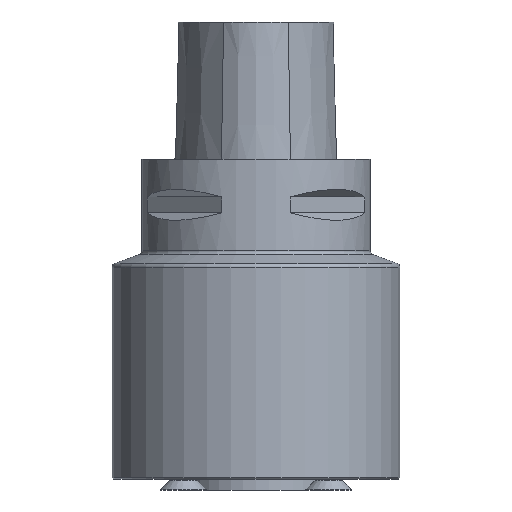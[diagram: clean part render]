
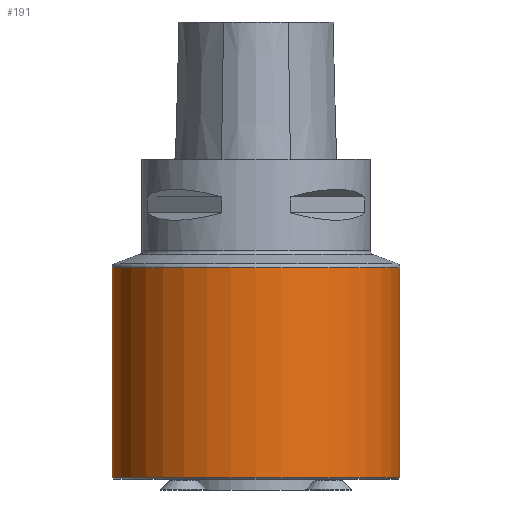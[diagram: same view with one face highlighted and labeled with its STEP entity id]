
A CAD part, front view. The second image highlights one B-rep face of the part: STEP entity #191.
In plain terms, the highlighted cylindrical face has radius 31.5 mm (diameter 63 mm), a full revolution.
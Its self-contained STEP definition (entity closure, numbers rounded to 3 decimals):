
#191=ADVANCED_FACE('',(#277,#278),#216,.T.);
#216=CYLINDRICAL_SURFACE('',#776,31.5);
#246=CIRCLE('',#774,31.5);
#247=CIRCLE('',#775,31.5);
#277=FACE_BOUND('',#348,.T.);
#278=FACE_BOUND('',#349,.T.);
#348=EDGE_LOOP('',(#502));
#349=EDGE_LOOP('',(#503));
#502=ORIENTED_EDGE('',*,*,#656,.T.);
#503=ORIENTED_EDGE('',*,*,#657,.F.);
#583=VERTEX_POINT('',#1154);
#584=VERTEX_POINT('',#1156);
#656=EDGE_CURVE('',#583,#583,#246,.T.);
#657=EDGE_CURVE('',#584,#584,#247,.T.);
#774=AXIS2_PLACEMENT_3D('',#1153,#946,#947);
#775=AXIS2_PLACEMENT_3D('',#1155,#948,#949);
#776=AXIS2_PLACEMENT_3D('',#1157,#950,#951);
#946=DIRECTION('',(0.0,0.0,-1.0));
#947=DIRECTION('',(-1.0,0.0,0.0));
#948=DIRECTION('',(0.0,0.0,-1.0));
#949=DIRECTION('',(1.0,0.0,0.0));
#950=DIRECTION('',(0.0,0.0,-1.0));
#951=DIRECTION('',(1.0,0.0,0.0));
#1153=CARTESIAN_POINT('',(0.0,0.0,-23.766));
#1154=CARTESIAN_POINT('',(-31.5,0.0,-23.766));
#1155=CARTESIAN_POINT('',(0.0,0.0,-69.7));
#1156=CARTESIAN_POINT('',(31.5,0.0,-69.7));
#1157=CARTESIAN_POINT('',(0.0,0.0,16.135));
